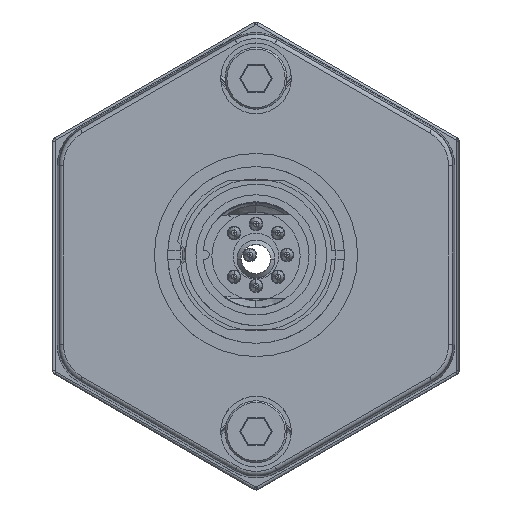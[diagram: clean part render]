
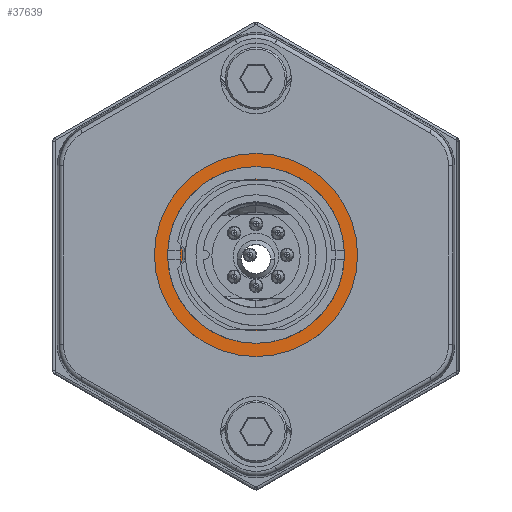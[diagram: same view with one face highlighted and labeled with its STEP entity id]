
A CAD part, top view. The second image highlights one B-rep face of the part: STEP entity #37639.
In plain terms, the highlighted planar face has unit normal (0, 0, 1).
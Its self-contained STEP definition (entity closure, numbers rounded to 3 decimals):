
#33 = CARTESIAN_POINT ( 'NONE',  ( 0., 0., 59.3 ) ) ;
#274 = DIRECTION ( 'NONE',  ( 0., 0., -1. ) ) ;
#332 = ORIENTED_EDGE ( 'NONE', *, *, #18353, .T. ) ;
#419 = AXIS2_PLACEMENT_3D ( 'NONE', #20235, #274, #23617 ) ;
#775 = EDGE_CURVE ( 'NONE', #31208, #7319, #37566, .T. ) ;
#837 = VERTEX_POINT ( 'NONE', #26510 ) ;
#999 = DIRECTION ( 'NONE',  ( 1., 0., 0. ) ) ;
#1460 = DIRECTION ( 'NONE',  ( 0., 0., -1. ) ) ;
#1795 = CARTESIAN_POINT ( 'NONE',  ( 0., 0., 59.3 ) ) ;
#1833 = AXIS2_PLACEMENT_3D ( 'NONE', #33, #23360, #3385 ) ;
#3034 = EDGE_CURVE ( 'NONE', #5872, #36797, #30975, .T. ) ;
#3286 = VECTOR ( 'NONE', #12726, 1000. ) ;
#3385 = DIRECTION ( 'NONE',  ( 1., 0., 0. ) ) ;
#3724 = CARTESIAN_POINT ( 'NONE',  ( 2.958, 8.5, 59.3 ) ) ;
#4485 = CARTESIAN_POINT ( 'NONE',  ( -8.888, 1.416, 59.3 ) ) ;
#5127 = DIRECTION ( 'NONE',  ( 1., 0., 0. ) ) ;
#5872 = VERTEX_POINT ( 'NONE', #9599 ) ;
#7319 = VERTEX_POINT ( 'NONE', #27671 ) ;
#8742 = VERTEX_POINT ( 'NONE', #4485 ) ;
#8785 = CIRCLE ( 'NONE', #39134, 9. ) ;
#9103 = CIRCLE ( 'NONE', #12490, 2. ) ;
#9599 = CARTESIAN_POINT ( 'NONE',  ( -11.5, 0., 59.3 ) ) ;
#11315 = DIRECTION ( 'NONE',  ( 0., 0., 1. ) ) ;
#11604 = CARTESIAN_POINT ( 'NONE',  ( -10.3, 0., 59.3 ) ) ;
#12490 = AXIS2_PLACEMENT_3D ( 'NONE', #11604, #34808, #14942 ) ;
#12608 = CARTESIAN_POINT ( 'NONE',  ( 2.958, -8.5, 59.3 ) ) ;
#12726 = DIRECTION ( 'NONE',  ( -1., 0., 0. ) ) ;
#13082 = CIRCLE ( 'NONE', #40290, 11.5 ) ;
#14918 = CIRCLE ( 'NONE', #419, 9. ) ;
#14942 = DIRECTION ( 'NONE',  ( 1., 0., 0. ) ) ;
#14981 = VECTOR ( 'NONE', #22398, 1000. ) ;
#15222 = FACE_BOUND ( 'NONE', #22157, .T. ) ;
#15511 = EDGE_LOOP ( 'NONE', ( #36021, #29179 ) ) ;
#16256 = ORIENTED_EDGE ( 'NONE', *, *, #26352, .T. ) ;
#16954 = AXIS2_PLACEMENT_3D ( 'NONE', #40778, #20972, #999 ) ;
#18353 = EDGE_CURVE ( 'NONE', #8742, #837, #8785, .T. ) ;
#18543 = EDGE_CURVE ( 'NONE', #7319, #34402, #22858, .T. ) ;
#19225 = ORIENTED_EDGE ( 'NONE', *, *, #775, .T. ) ;
#19560 = EDGE_CURVE ( 'NONE', #34402, #8742, #9103, .T. ) ;
#20235 = CARTESIAN_POINT ( 'NONE',  ( 0., 0., 59.3 ) ) ;
#20577 = EDGE_CURVE ( 'NONE', #36797, #5872, #13082, .T. ) ;
#20972 = DIRECTION ( 'NONE',  ( 0., 0., 1. ) ) ;
#21420 = CARTESIAN_POINT ( 'NONE',  ( 0., 0., 59.3 ) ) ;
#22157 = EDGE_LOOP ( 'NONE', ( #41533, #19225, #34049, #31566, #332, #16256 ) ) ;
#22398 = DIRECTION ( 'NONE',  ( 1., 0., 0. ) ) ;
#22858 = CIRCLE ( 'NONE', #1833, 9. ) ;
#23147 = VERTEX_POINT ( 'NONE', #3724 ) ;
#23360 = DIRECTION ( 'NONE',  ( 0., 0., -1. ) ) ;
#23617 = DIRECTION ( 'NONE',  ( 1., 0., 0. ) ) ;
#23737 = CARTESIAN_POINT ( 'NONE',  ( -8.888, -1.416, 59.3 ) ) ;
#24764 = DIRECTION ( 'NONE',  ( 1., 0., 0. ) ) ;
#25090 = DIRECTION ( 'NONE',  ( 0., 0., 1. ) ) ;
#26352 = EDGE_CURVE ( 'NONE', #837, #23147, #31607, .T. ) ;
#26510 = CARTESIAN_POINT ( 'NONE',  ( -2.958, 8.5, 59.3 ) ) ;
#27481 = PLANE ( 'NONE',  #16954 ) ;
#27671 = CARTESIAN_POINT ( 'NONE',  ( -2.958, -8.5, 59.3 ) ) ;
#29179 = ORIENTED_EDGE ( 'NONE', *, *, #3034, .T. ) ;
#29319 = CARTESIAN_POINT ( 'NONE',  ( -2.958, -8.5, 59.3 ) ) ;
#30975 = CIRCLE ( 'NONE', #38413, 11.5 ) ;
#31208 = VERTEX_POINT ( 'NONE', #12608 ) ;
#31223 = CARTESIAN_POINT ( 'NONE',  ( 0., 0., 59.3 ) ) ;
#31566 = ORIENTED_EDGE ( 'NONE', *, *, #19560, .T. ) ;
#31607 = LINE ( 'NONE', #32254, #14981 ) ;
#32254 = CARTESIAN_POINT ( 'NONE',  ( -2.958, 8.5, 59.3 ) ) ;
#34049 = ORIENTED_EDGE ( 'NONE', *, *, #18543, .T. ) ;
#34402 = VERTEX_POINT ( 'NONE', #23737 ) ;
#34538 = DIRECTION ( 'NONE',  ( 1., 0., 0. ) ) ;
#34808 = DIRECTION ( 'NONE',  ( 0., 0., 1. ) ) ;
#36021 = ORIENTED_EDGE ( 'NONE', *, *, #20577, .T. ) ;
#36031 = EDGE_CURVE ( 'NONE', #23147, #31208, #14918, .T. ) ;
#36797 = VERTEX_POINT ( 'NONE', #41317 ) ;
#37566 = LINE ( 'NONE', #29319, #3286 ) ;
#37639 = ADVANCED_FACE ( 'NONE', ( #40600, #15222 ), #27481, .T. ) ;
#38413 = AXIS2_PLACEMENT_3D ( 'NONE', #1795, #25090, #5127 ) ;
#39134 = AXIS2_PLACEMENT_3D ( 'NONE', #21420, #1460, #24764 ) ;
#40290 = AXIS2_PLACEMENT_3D ( 'NONE', #31223, #11315, #34538 ) ;
#40600 = FACE_OUTER_BOUND ( 'NONE', #15511, .T. ) ;
#40778 = CARTESIAN_POINT ( 'NONE',  ( 0., 0., 59.3 ) ) ;
#41317 = CARTESIAN_POINT ( 'NONE',  ( 11.5, 0., 59.3 ) ) ;
#41533 = ORIENTED_EDGE ( 'NONE', *, *, #36031, .T. ) ;
